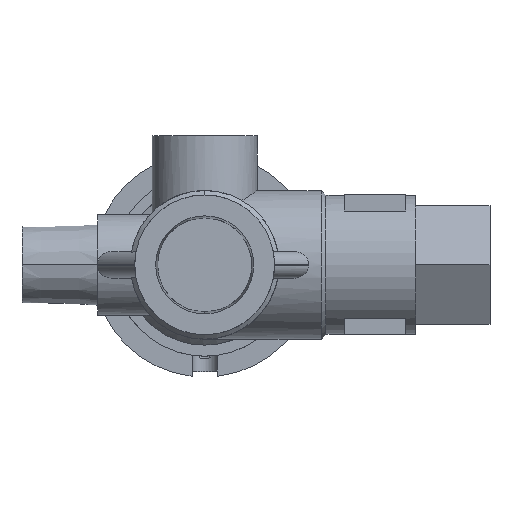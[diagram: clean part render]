
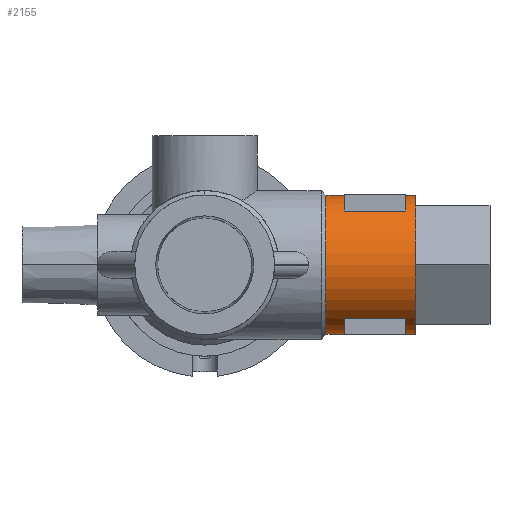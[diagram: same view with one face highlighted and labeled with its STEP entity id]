
A CAD part, front view. The second image highlights one B-rep face of the part: STEP entity #2155.
In plain terms, the highlighted cylindrical face has radius 14.034 mm (diameter 28.067 mm), a partial arc.
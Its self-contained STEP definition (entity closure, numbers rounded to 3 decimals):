
#272 = DIRECTION ( 'NONE',  ( 1., 0., 0. ) ) ;
#401 = DIRECTION ( 'NONE',  ( 0., 0., 1. ) ) ;
#478 = DIRECTION ( 'NONE',  ( -1., 0., 0. ) ) ;
#668 = VERTEX_POINT ( 'NONE', #5686 ) ;
#825 = AXIS2_PLACEMENT_3D ( 'NONE', #9128, #3401, #10097 ) ;
#910 = VECTOR ( 'NONE', #12004, 1000. ) ;
#915 = CIRCLE ( 'NONE', #11038, 14.034 ) ;
#1017 = VERTEX_POINT ( 'NONE', #8147 ) ;
#1067 = DIRECTION ( 'NONE',  ( -1., 0., 0. ) ) ;
#1203 = LINE ( 'NONE', #7141, #910 ) ;
#1238 = ORIENTED_EDGE ( 'NONE', *, *, #3951, .T. ) ;
#1268 = VERTEX_POINT ( 'NONE', #6550 ) ;
#1423 = VERTEX_POINT ( 'NONE', #7562 ) ;
#1435 = EDGE_CURVE ( 'NONE', #8554, #1423, #2610, .T. ) ;
#1479 = VERTEX_POINT ( 'NONE', #8877 ) ;
#1612 = AXIS2_PLACEMENT_3D ( 'NONE', #11906, #6145, #401 ) ;
#1715 = ORIENTED_EDGE ( 'NONE', *, *, #4884, .F. ) ;
#1830 = DIRECTION ( 'NONE',  ( 1., 0., 0. ) ) ;
#1836 = CIRCLE ( 'NONE', #825, 14.034 ) ;
#1978 = DIRECTION ( 'NONE',  ( 0., 0., 1. ) ) ;
#2087 = VECTOR ( 'NONE', #8823, 1000. ) ;
#2130 = CARTESIAN_POINT ( 'NONE',  ( 42.545, 0., 14.034 ) ) ;
#2155 = ADVANCED_FACE ( 'NONE', ( #10107 ), #3510, .T. ) ;
#2172 = CARTESIAN_POINT ( 'NONE',  ( 42.545, -8.89, 10.858 ) ) ;
#2180 = CARTESIAN_POINT ( 'NONE',  ( 28.194, 0., 0. ) ) ;
#2208 = VECTOR ( 'NONE', #8855, 1000. ) ;
#2273 = CARTESIAN_POINT ( 'NONE',  ( 40.513, 0., -14.034 ) ) ;
#2389 = EDGE_CURVE ( 'NONE', #1423, #9936, #4251, .T. ) ;
#2610 = CIRCLE ( 'NONE', #7514, 14.034 ) ;
#2636 = CARTESIAN_POINT ( 'NONE',  ( 28.194, 0., 14.034 ) ) ;
#2673 = ORIENTED_EDGE ( 'NONE', *, *, #10909, .F. ) ;
#2715 = EDGE_CURVE ( 'NONE', #5193, #668, #1203, .T. ) ;
#2835 = ORIENTED_EDGE ( 'NONE', *, *, #2389, .F. ) ;
#2898 = AXIS2_PLACEMENT_3D ( 'NONE', #6013, #272, #6955 ) ;
#3142 = DIRECTION ( 'NONE',  ( 0., 0., -1. ) ) ;
#3260 = CARTESIAN_POINT ( 'NONE',  ( 42.545, 0., -14.034 ) ) ;
#3335 = CIRCLE ( 'NONE', #1612, 14.034 ) ;
#3401 = DIRECTION ( 'NONE',  ( 1., 0., 0. ) ) ;
#3510 = CYLINDRICAL_SURFACE ( 'NONE', #11728, 14.034 ) ;
#3532 = ORIENTED_EDGE ( 'NONE', *, *, #10432, .F. ) ;
#3872 = CIRCLE ( 'NONE', #2898, 14.034 ) ;
#3951 = EDGE_CURVE ( 'NONE', #668, #8817, #1836, .T. ) ;
#4099 = EDGE_CURVE ( 'NONE', #9817, #8554, #11604, .T. ) ;
#4251 = LINE ( 'NONE', #8142, #6483 ) ;
#4273 = ORIENTED_EDGE ( 'NONE', *, *, #2715, .T. ) ;
#4884 = EDGE_CURVE ( 'NONE', #9936, #1268, #915, .T. ) ;
#5158 = AXIS2_PLACEMENT_3D ( 'NONE', #7573, #1830, #8556 ) ;
#5193 = VERTEX_POINT ( 'NONE', #2636 ) ;
#5376 = CARTESIAN_POINT ( 'NONE',  ( 24.448, 0., -14.034 ) ) ;
#5686 = CARTESIAN_POINT ( 'NONE',  ( 24.448, 0., 14.034 ) ) ;
#5920 = CARTESIAN_POINT ( 'NONE',  ( 42.545, 0., -14.034 ) ) ;
#5993 = DIRECTION ( 'NONE',  ( 1., 0., 0. ) ) ;
#6013 = CARTESIAN_POINT ( 'NONE',  ( 42.545, 0., 0. ) ) ;
#6145 = DIRECTION ( 'NONE',  ( -1., 0., 0. ) ) ;
#6201 = LINE ( 'NONE', #2172, #8455 ) ;
#6434 = DIRECTION ( 'NONE',  ( -1., 0., 0. ) ) ;
#6483 = VECTOR ( 'NONE', #478, 1000. ) ;
#6550 = CARTESIAN_POINT ( 'NONE',  ( 28.194, 0., -14.034 ) ) ;
#6574 = CIRCLE ( 'NONE', #5158, 14.034 ) ;
#6687 = VERTEX_POINT ( 'NONE', #8458 ) ;
#6799 = CARTESIAN_POINT ( 'NONE',  ( 40.513, 0., 0. ) ) ;
#6955 = DIRECTION ( 'NONE',  ( 0., 0., -1. ) ) ;
#7141 = CARTESIAN_POINT ( 'NONE',  ( 42.545, 0., 14.034 ) ) ;
#7303 = ORIENTED_EDGE ( 'NONE', *, *, #9153, .F. ) ;
#7376 = ORIENTED_EDGE ( 'NONE', *, *, #10117, .F. ) ;
#7514 = AXIS2_PLACEMENT_3D ( 'NONE', #6799, #1067, #7766 ) ;
#7562 = CARTESIAN_POINT ( 'NONE',  ( 40.513, -8.89, -10.858 ) ) ;
#7573 = CARTESIAN_POINT ( 'NONE',  ( 28.194, 0., 0. ) ) ;
#7766 = DIRECTION ( 'NONE',  ( 0., 0., 1. ) ) ;
#7909 = EDGE_CURVE ( 'NONE', #1017, #6687, #12133, .T. ) ;
#8057 = ORIENTED_EDGE ( 'NONE', *, *, #11174, .F. ) ;
#8142 = CARTESIAN_POINT ( 'NONE',  ( 42.545, -8.89, -10.858 ) ) ;
#8147 = CARTESIAN_POINT ( 'NONE',  ( 42.545, 0., 14.034 ) ) ;
#8379 = CARTESIAN_POINT ( 'NONE',  ( 42.545, 0., -14.034 ) ) ;
#8455 = VECTOR ( 'NONE', #5993, 1000. ) ;
#8458 = CARTESIAN_POINT ( 'NONE',  ( 40.513, 0., 14.034 ) ) ;
#8554 = VERTEX_POINT ( 'NONE', #2273 ) ;
#8556 = DIRECTION ( 'NONE',  ( 0., 0., -1. ) ) ;
#8817 = VERTEX_POINT ( 'NONE', #5376 ) ;
#8823 = DIRECTION ( 'NONE',  ( -1., 0., 0. ) ) ;
#8855 = DIRECTION ( 'NONE',  ( -1., 0., 0. ) ) ;
#8877 = CARTESIAN_POINT ( 'NONE',  ( 28.194, -8.89, 10.858 ) ) ;
#8885 = DIRECTION ( 'NONE',  ( 1., 0., 0. ) ) ;
#9041 = VECTOR ( 'NONE', #6434, 1000. ) ;
#9121 = CARTESIAN_POINT ( 'NONE',  ( 28.194, -8.89, -10.858 ) ) ;
#9128 = CARTESIAN_POINT ( 'NONE',  ( 24.448, 0., 0. ) ) ;
#9153 = EDGE_CURVE ( 'NONE', #1479, #10645, #6201, .T. ) ;
#9221 = ORIENTED_EDGE ( 'NONE', *, *, #4099, .F. ) ;
#9817 = VERTEX_POINT ( 'NONE', #3260 ) ;
#9936 = VERTEX_POINT ( 'NONE', #9121 ) ;
#10097 = DIRECTION ( 'NONE',  ( 0., 0., -1. ) ) ;
#10107 = FACE_OUTER_BOUND ( 'NONE', #11643, .T. ) ;
#10117 = EDGE_CURVE ( 'NONE', #10645, #6687, #3335, .T. ) ;
#10295 = ORIENTED_EDGE ( 'NONE', *, *, #1435, .F. ) ;
#10432 = EDGE_CURVE ( 'NONE', #1268, #8817, #12326, .T. ) ;
#10586 = DIRECTION ( 'NONE',  ( -1., 0., 0. ) ) ;
#10599 = ORIENTED_EDGE ( 'NONE', *, *, #7909, .T. ) ;
#10645 = VERTEX_POINT ( 'NONE', #11887 ) ;
#10909 = EDGE_CURVE ( 'NONE', #5193, #1479, #6574, .T. ) ;
#11038 = AXIS2_PLACEMENT_3D ( 'NONE', #2180, #8885, #3142 ) ;
#11174 = EDGE_CURVE ( 'NONE', #1017, #9817, #3872, .T. ) ;
#11520 = CARTESIAN_POINT ( 'NONE',  ( 42.545, 0., 0. ) ) ;
#11604 = LINE ( 'NONE', #8379, #9041 ) ;
#11643 = EDGE_LOOP ( 'NONE', ( #9221, #8057, #10599, #7376, #7303, #2673, #4273, #1238, #3532, #1715, #2835, #10295 ) ) ;
#11728 = AXIS2_PLACEMENT_3D ( 'NONE', #11520, #10586, #1978 ) ;
#11887 = CARTESIAN_POINT ( 'NONE',  ( 40.513, -8.89, 10.858 ) ) ;
#11906 = CARTESIAN_POINT ( 'NONE',  ( 40.513, 0., 0. ) ) ;
#12004 = DIRECTION ( 'NONE',  ( -1., 0., 0. ) ) ;
#12133 = LINE ( 'NONE', #2130, #2208 ) ;
#12326 = LINE ( 'NONE', #5920, #2087 ) ;
